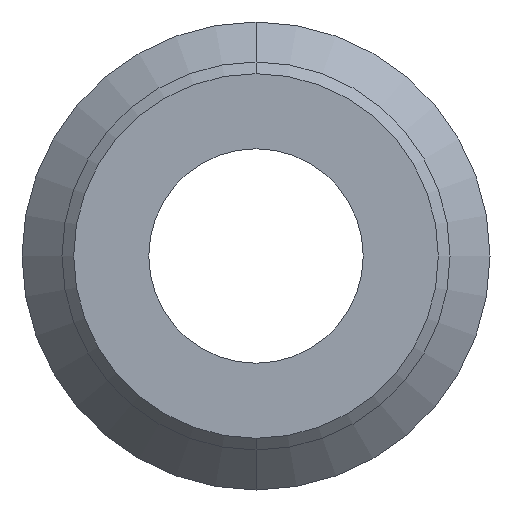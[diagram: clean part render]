
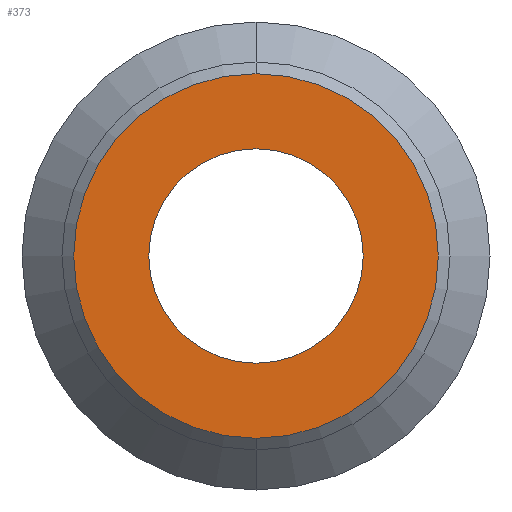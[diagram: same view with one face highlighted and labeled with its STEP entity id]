
A CAD part, front view. The second image highlights one B-rep face of the part: STEP entity #373.
In plain terms, the highlighted planar face has unit normal (0, -1, 0).
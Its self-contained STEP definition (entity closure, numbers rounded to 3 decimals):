
#23 = EDGE_CURVE ( 'NONE', #85, #86, #406, .T. ) ;
#74 = VERTEX_POINT ( 'NONE', #559 ) ;
#80 = VERTEX_POINT ( 'NONE', #636 ) ;
#85 = VERTEX_POINT ( 'NONE', #631 ) ;
#86 = VERTEX_POINT ( 'NONE', #630 ) ;
#170 = EDGE_CURVE ( 'NONE', #80, #74, #509, .T. ) ;
#171 = EDGE_CURVE ( 'NONE', #86, #85, #504, .T. ) ;
#179 = EDGE_CURVE ( 'NONE', #74, #80, #491, .T. ) ;
#286 = ORIENTED_EDGE ( 'NONE', *, *, #171, .T. ) ;
#312 = ORIENTED_EDGE ( 'NONE', *, *, #23, .T. ) ;
#341 = ORIENTED_EDGE ( 'NONE', *, *, #170, .T. ) ;
#346 = ORIENTED_EDGE ( 'NONE', *, *, #179, .T. ) ;
#352 = EDGE_LOOP ( 'NONE', ( #341, #346 ) ) ;
#373 = ADVANCED_FACE ( 'NONE', ( #1032, #1031 ), #1030, .T. ) ;
#374 = EDGE_LOOP ( 'NONE', ( #286, #312 ) ) ;
#402 = DIRECTION ( 'NONE',  ( 0., 0., 1. ) ) ;
#403 = DIRECTION ( 'NONE',  ( 0., 1., 0. ) ) ;
#404 = CARTESIAN_POINT ( 'NONE',  ( 0., 0., 0. ) ) ;
#405 = AXIS2_PLACEMENT_3D ( 'NONE', #404, #403, #402 ) ;
#406 = CIRCLE ( 'NONE', #405, 2.75 ) ;
#407 = DIRECTION ( 'NONE',  ( 0., -1., 0. ) ) ;
#408 = CARTESIAN_POINT ( 'NONE',  ( 0., 0., 0. ) ) ;
#491 = CIRCLE ( 'NONE', #496, 4.675 ) ;
#496 = AXIS2_PLACEMENT_3D ( 'NONE', #408, #407, #733 ) ;
#500 = DIRECTION ( 'NONE',  ( 0., 0., 1. ) ) ;
#501 = DIRECTION ( 'NONE',  ( 0., 1., 0. ) ) ;
#502 = CARTESIAN_POINT ( 'NONE',  ( 0., 0., 0. ) ) ;
#503 = AXIS2_PLACEMENT_3D ( 'NONE', #502, #501, #500 ) ;
#504 = CIRCLE ( 'NONE', #503, 2.75 ) ;
#505 = DIRECTION ( 'NONE',  ( 0., 0., -1. ) ) ;
#506 = DIRECTION ( 'NONE',  ( 0., -1., 0. ) ) ;
#507 = CARTESIAN_POINT ( 'NONE',  ( 0., 0., 0. ) ) ;
#508 = AXIS2_PLACEMENT_3D ( 'NONE', #507, #506, #505 ) ;
#509 = CIRCLE ( 'NONE', #508, 4.675 ) ;
#559 = CARTESIAN_POINT ( 'NONE',  ( 0., 0., -4.675 ) ) ;
#630 = CARTESIAN_POINT ( 'NONE',  ( 0., 0., 2.75 ) ) ;
#631 = CARTESIAN_POINT ( 'NONE',  ( 0., 0., -2.75 ) ) ;
#636 = CARTESIAN_POINT ( 'NONE',  ( 0., 0., 4.675 ) ) ;
#733 = DIRECTION ( 'NONE',  ( 0., 0., -1. ) ) ;
#981 = DIRECTION ( 'NONE',  ( 0., 0., -1. ) ) ;
#982 = DIRECTION ( 'NONE',  ( 0., -1., 0. ) ) ;
#983 = CARTESIAN_POINT ( 'NONE',  ( 4.675, 0., 0. ) ) ;
#1029 = AXIS2_PLACEMENT_3D ( 'NONE', #983, #982, #981 ) ;
#1030 = PLANE ( 'NONE',  #1029 ) ;
#1031 = FACE_OUTER_BOUND ( 'NONE', #352, .T. ) ;
#1032 = FACE_BOUND ( 'NONE', #374, .T. ) ;
